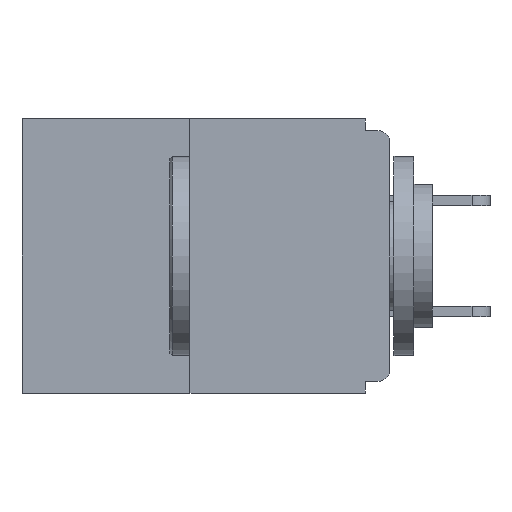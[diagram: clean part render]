
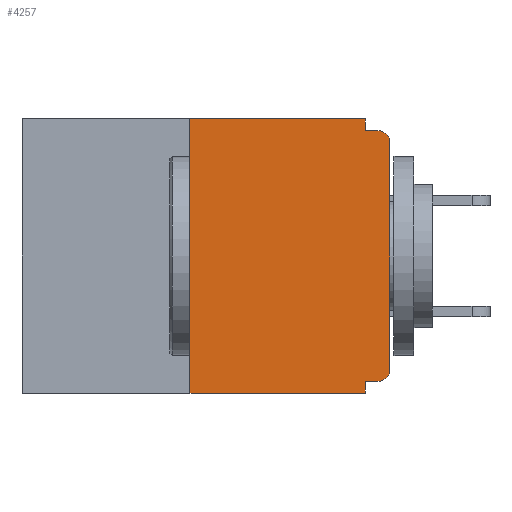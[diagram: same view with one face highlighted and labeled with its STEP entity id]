
A CAD part, left-side view. The second image highlights one B-rep face of the part: STEP entity #4257.
In plain terms, the highlighted planar face has unit normal (-1, 0, 0).
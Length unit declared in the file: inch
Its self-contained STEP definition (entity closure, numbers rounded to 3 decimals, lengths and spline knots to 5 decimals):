
#201 = VECTOR ( 'NONE', #16436, 39.37008 ) ;
#461 = VERTEX_POINT ( 'NONE', #13008 ) ;
#762 = CARTESIAN_POINT ( 'NONE',  ( 0., 0., 0. ) ) ;
#1148 = DIRECTION ( 'NONE',  ( 0., 0., -1. ) ) ;
#1530 = VECTOR ( 'NONE', #2053, 39.37008 ) ;
#1669 = ORIENTED_EDGE ( 'NONE', *, *, #15378, .F. ) ;
#2011 = VECTOR ( 'NONE', #5363, 39.37008 ) ;
#2053 = DIRECTION ( 'NONE',  ( 0., 0., 1. ) ) ;
#2176 = CARTESIAN_POINT ( 'NONE',  ( 0., 0.015, -0.015 ) ) ;
#2388 = CARTESIAN_POINT ( 'NONE',  ( 0., 0.015, -0.03 ) ) ;
#2488 = EDGE_CURVE ( 'NONE', #6896, #10281, #6987, .T. ) ;
#2886 = VECTOR ( 'NONE', #13860, 39.37008 ) ;
#3104 = ORIENTED_EDGE ( 'NONE', *, *, #15174, .F. ) ;
#3112 = ORIENTED_EDGE ( 'NONE', *, *, #14545, .T. ) ;
#3123 = VERTEX_POINT ( 'NONE', #11885 ) ;
#3807 = LINE ( 'NONE', #8090, #14421 ) ;
#3856 = DIRECTION ( 'NONE',  ( -1., 0., 0. ) ) ;
#3889 = CARTESIAN_POINT ( 'NONE',  ( 0., 0.46, -0.343 ) ) ;
#4257 = ADVANCED_FACE ( 'NONE', ( #5125 ), #14918, .F. ) ;
#4423 = LINE ( 'NONE', #15764, #2011 ) ;
#4899 = CARTESIAN_POINT ( 'NONE',  ( 0., 0.031, -0.015 ) ) ;
#5001 = LINE ( 'NONE', #3889, #5400 ) ;
#5070 = CIRCLE ( 'NONE', #12437, 0.015 ) ;
#5125 = FACE_OUTER_BOUND ( 'NONE', #13448, .T. ) ;
#5223 = VERTEX_POINT ( 'NONE', #15227 ) ;
#5363 = DIRECTION ( 'NONE',  ( 0., 0., -1. ) ) ;
#5400 = VECTOR ( 'NONE', #11378, 39.37008 ) ;
#5454 = DIRECTION ( 'NONE',  ( 0., -1., 0. ) ) ;
#5546 = EDGE_CURVE ( 'NONE', #13186, #6896, #9686, .T. ) ;
#5640 = CARTESIAN_POINT ( 'NONE',  ( 0., 0.015, -0.313 ) ) ;
#5902 = DIRECTION ( 'NONE',  ( 0., 0., 1. ) ) ;
#6128 = CARTESIAN_POINT ( 'NONE',  ( 0., 0., -0.015 ) ) ;
#6228 = DIRECTION ( 'NONE',  ( 0., 0., -1. ) ) ;
#6252 = LINE ( 'NONE', #6272, #2886 ) ;
#6272 = CARTESIAN_POINT ( 'NONE',  ( 0., 0., -0.328 ) ) ;
#6400 = CARTESIAN_POINT ( 'NONE',  ( 0., 0.031, 0. ) ) ;
#6579 = ORIENTED_EDGE ( 'NONE', *, *, #14472, .F. ) ;
#6896 = VERTEX_POINT ( 'NONE', #4899 ) ;
#6987 = LINE ( 'NONE', #6128, #201 ) ;
#7221 = DIRECTION ( 'NONE',  ( 1., 0., 0. ) ) ;
#7566 = VECTOR ( 'NONE', #5902, 39.37008 ) ;
#7800 = CIRCLE ( 'NONE', #13529, 0.015 ) ;
#7872 = CARTESIAN_POINT ( 'NONE',  ( 0., 0.031, 0. ) ) ;
#7968 = LINE ( 'NONE', #14824, #7566 ) ;
#8090 = CARTESIAN_POINT ( 'NONE',  ( 0., 0.46, 0. ) ) ;
#8506 = ORIENTED_EDGE ( 'NONE', *, *, #9575, .F. ) ;
#9575 = EDGE_CURVE ( 'NONE', #11822, #3123, #6252, .T. ) ;
#9686 = LINE ( 'NONE', #6400, #10703 ) ;
#9692 = DIRECTION ( 'NONE',  ( 0., 0., -1. ) ) ;
#10281 = VERTEX_POINT ( 'NONE', #2176 ) ;
#10519 = AXIS2_PLACEMENT_3D ( 'NONE', #13729, #7221, #9692 ) ;
#10703 = VECTOR ( 'NONE', #1148, 39.37008 ) ;
#11378 = DIRECTION ( 'NONE',  ( 0., -1., 0. ) ) ;
#11406 = ORIENTED_EDGE ( 'NONE', *, *, #13407, .T. ) ;
#11792 = ORIENTED_EDGE ( 'NONE', *, *, #5546, .F. ) ;
#11822 = VERTEX_POINT ( 'NONE', #16403 ) ;
#11885 = CARTESIAN_POINT ( 'NONE',  ( 0., 0.031, -0.328 ) ) ;
#12346 = ORIENTED_EDGE ( 'NONE', *, *, #13638, .T. ) ;
#12437 = AXIS2_PLACEMENT_3D ( 'NONE', #2388, #3856, #6228 ) ;
#12641 = CARTESIAN_POINT ( 'NONE',  ( 0., 0.25, 0. ) ) ;
#13008 = CARTESIAN_POINT ( 'NONE',  ( 0., 0., -0.03 ) ) ;
#13180 = CARTESIAN_POINT ( 'NONE',  ( 0., 0.25, -0.343 ) ) ;
#13186 = VERTEX_POINT ( 'NONE', #7872 ) ;
#13407 = EDGE_CURVE ( 'NONE', #5223, #461, #15380, .T. ) ;
#13448 = EDGE_LOOP ( 'NONE', ( #3104, #1669, #14148, #6579, #8506, #3112, #11406, #12346, #14727, #11792 ) ) ;
#13529 = AXIS2_PLACEMENT_3D ( 'NONE', #5640, #14681, #16001 ) ;
#13638 = EDGE_CURVE ( 'NONE', #461, #10281, #5070, .T. ) ;
#13729 = CARTESIAN_POINT ( 'NONE',  ( 0., 0.46, 0. ) ) ;
#13860 = DIRECTION ( 'NONE',  ( 0., 1., 0. ) ) ;
#14148 = ORIENTED_EDGE ( 'NONE', *, *, #14375, .T. ) ;
#14375 = EDGE_CURVE ( 'NONE', #16090, #15215, #5001, .T. ) ;
#14421 = VECTOR ( 'NONE', #5454, 39.37008 ) ;
#14472 = EDGE_CURVE ( 'NONE', #3123, #15215, #4423, .T. ) ;
#14545 = EDGE_CURVE ( 'NONE', #11822, #5223, #7800, .T. ) ;
#14681 = DIRECTION ( 'NONE',  ( -1., 0., 0. ) ) ;
#14727 = ORIENTED_EDGE ( 'NONE', *, *, #2488, .F. ) ;
#14824 = CARTESIAN_POINT ( 'NONE',  ( 0., 0.25, 0. ) ) ;
#14879 = VERTEX_POINT ( 'NONE', #12641 ) ;
#14918 = PLANE ( 'NONE',  #10519 ) ;
#15174 = EDGE_CURVE ( 'NONE', #14879, #13186, #3807, .T. ) ;
#15215 = VERTEX_POINT ( 'NONE', #16084 ) ;
#15227 = CARTESIAN_POINT ( 'NONE',  ( 0., 0., -0.313 ) ) ;
#15378 = EDGE_CURVE ( 'NONE', #16090, #14879, #7968, .T. ) ;
#15380 = LINE ( 'NONE', #762, #1530 ) ;
#15764 = CARTESIAN_POINT ( 'NONE',  ( 0., 0.031, -0.343 ) ) ;
#16001 = DIRECTION ( 'NONE',  ( 0., 0., -1. ) ) ;
#16084 = CARTESIAN_POINT ( 'NONE',  ( 0., 0.031, -0.343 ) ) ;
#16090 = VERTEX_POINT ( 'NONE', #13180 ) ;
#16403 = CARTESIAN_POINT ( 'NONE',  ( 0., 0.015, -0.328 ) ) ;
#16436 = DIRECTION ( 'NONE',  ( 0., -1., 0. ) ) ;
